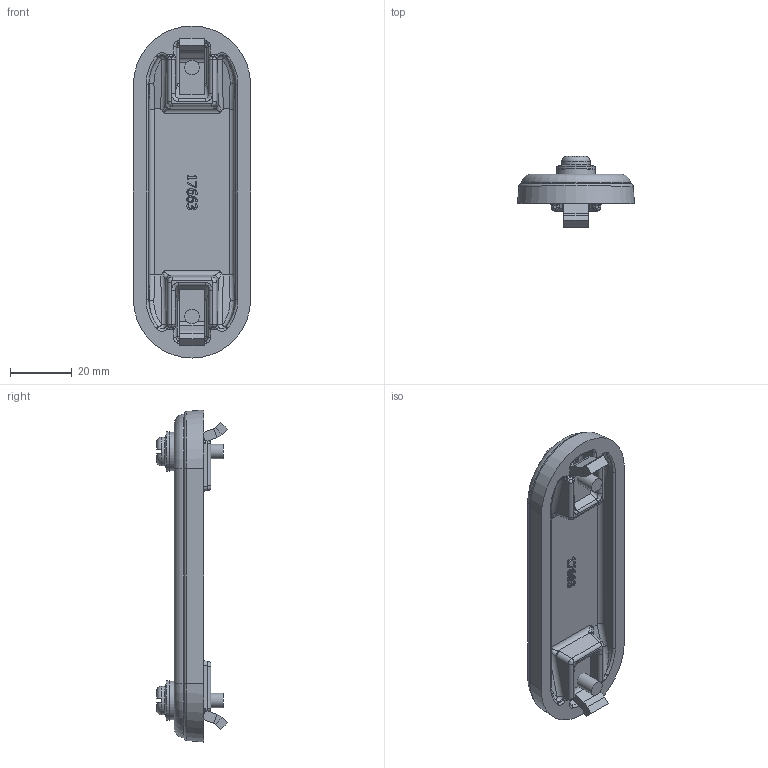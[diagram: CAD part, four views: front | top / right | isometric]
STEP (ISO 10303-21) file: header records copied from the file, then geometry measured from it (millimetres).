
FILE_DESCRIPTION(/* description */ (''),/* implementation_level */ '2;1');
FILE_NAME(/* name */ 'KIL_270CSA.stp',/* time_stamp */ '2019-10-24T19:38:11+05:00',/* author */ ('mashraf'),/* organization */ (''),/* preprocessor_version */ 'ST-DEVELOPER v16.13',/* originating_system */ 'Autodesk Inventor 2018',/* authorisation */ '');
FILE_SCHEMA (('AUTOMOTIVE_DESIGN { 1 0 10303 214 3 1 1 }'));
Length unit declared in the file: inch
Products named in the file (4): 170CSA; 17663; 18038; 18032
Assembly tree (5 placements, depth 2):
  170CSA
    17663
    18032  x2
    18038  x2
Bounding box: 38.1 x 23.04 x 107.95 mm (x, y, z)
Volume: 24872.2 mm3; surface area: 14853.3 mm2
Topology: 9 solids, 9 shells, 743 faces, 1881 edges, 1184 vertices
Faces by surface type: plane 379, bspline 202, cylinder 108, torus 24, cone 20, sphere 10
Full cylindrical faces by diameter (mm): 0.886 x1, 1.057 x1, 4.166 x2, 4.318 x2, 4.826 x2, 5.08 x2, 7.763 x1, 9.271 x2, 9.525 x1, 12.446 x2, 12.7 x2
Entity records: 23571 total; most frequent: CARTESIAN_POINT 7446, ORIENTED_EDGE 3526, DIRECTION 2835, EDGE_CURVE 1763, VERTEX_POINT 1132, LINE 1085, VECTOR 1085, AXIS2_PLACEMENT_3D 875
